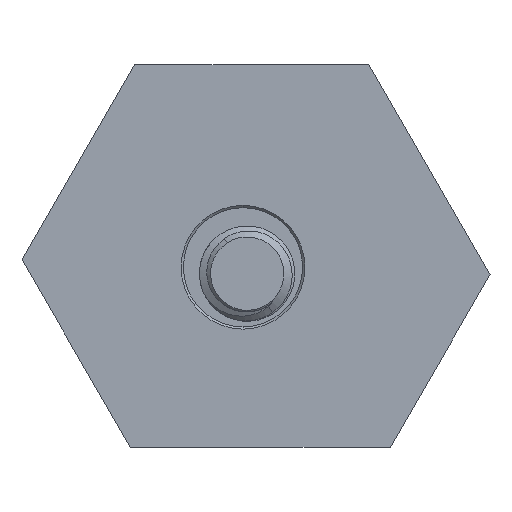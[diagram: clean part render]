
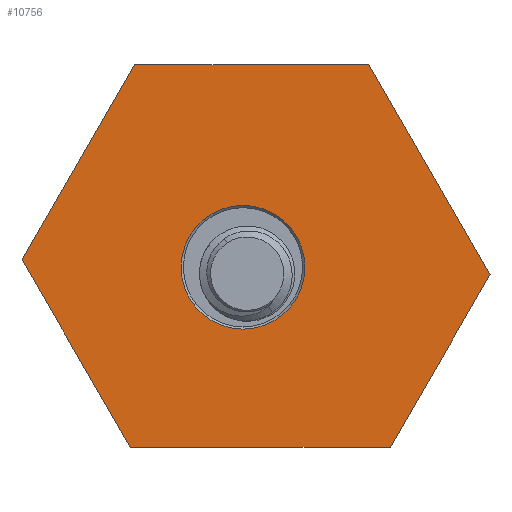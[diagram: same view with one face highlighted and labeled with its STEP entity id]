
A CAD part, front view. The second image highlights one B-rep face of the part: STEP entity #10756.
In plain terms, the highlighted planar face has unit normal (0, -1, 0).
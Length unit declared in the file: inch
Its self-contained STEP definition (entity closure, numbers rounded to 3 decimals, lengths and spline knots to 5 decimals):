
#94 = ORIENTED_EDGE ( 'NONE', *, *, #8058, .F. ) ;
#119 = CARTESIAN_POINT ( 'NONE',  ( 0.65918, 0., 1.06299 ) ) ;
#130 = DIRECTION ( 'NONE',  ( 0., 1., 0. ) ) ;
#161 = CARTESIAN_POINT ( 'NONE',  ( -0.56826, 0., 1.06299 ) ) ;
#442 = VERTEX_POINT ( 'NONE', #2054 ) ;
#449 = CARTESIAN_POINT ( 'NONE',  ( 0.77283, 0., -0.94488 ) ) ;
#450 = CARTESIAN_POINT ( 'NONE',  ( 0.77283, 0., -0.94488 ) ) ;
#597 = ORIENTED_EDGE ( 'NONE', *, *, #7258, .T. ) ;
#678 = CARTESIAN_POINT ( 'NONE',  ( 0., 0., 0. ) ) ;
#1025 = AXIS2_PLACEMENT_3D ( 'NONE', #2904, #130, #6095 ) ;
#1035 = VERTEX_POINT ( 'NONE', #2599 ) ;
#1276 = DIRECTION ( 'NONE',  ( 0., 1., 0. ) ) ;
#1517 = EDGE_LOOP ( 'NONE', ( #8161, #7307, #8887, #94, #7153, #9527 ) ) ;
#1574 = EDGE_CURVE ( 'NONE', #10972, #10532, #6293, .T. ) ;
#1618 = DIRECTION ( 'NONE',  ( 0., 0., -1. ) ) ;
#1731 = CIRCLE ( 'NONE', #1025, 0.3245 ) ;
#1897 = DIRECTION ( 'NONE',  ( 0.5, 0., 0.866 ) ) ;
#1903 = AXIS2_PLACEMENT_3D ( 'NONE', #10715, #1276, #4718 ) ;
#1991 = CARTESIAN_POINT ( 'NONE',  ( -0.59099, 0., -0.94488 ) ) ;
#2054 = CARTESIAN_POINT ( 'NONE',  ( 0.65918, 0., 1.06299 ) ) ;
#2303 = VECTOR ( 'NONE', #10621, 39.37008 ) ;
#2599 = CARTESIAN_POINT ( 'NONE',  ( 0., 0., -0.3245 ) ) ;
#2638 = CIRCLE ( 'NONE', #1903, 0.3245 ) ;
#2850 = LINE ( 'NONE', #1991, #5309 ) ;
#2904 = CARTESIAN_POINT ( 'NONE',  ( 0., 0., 0. ) ) ;
#3204 = VECTOR ( 'NONE', #4407, 39.37008 ) ;
#3375 = VECTOR ( 'NONE', #9016, 39.37008 ) ;
#3941 = CARTESIAN_POINT ( 'NONE',  ( -0.59099, 0., -0.94488 ) ) ;
#4111 = AXIS2_PLACEMENT_3D ( 'NONE', #678, #6925, #1618 ) ;
#4407 = DIRECTION ( 'NONE',  ( -0.5, 0., 0.866 ) ) ;
#4459 = CARTESIAN_POINT ( 'NONE',  ( -0.56826, 0., 1.06299 ) ) ;
#4614 = VECTOR ( 'NONE', #1897, 39.37008 ) ;
#4648 = VERTEX_POINT ( 'NONE', #450 ) ;
#4718 = DIRECTION ( 'NONE',  ( 0., 0., -1. ) ) ;
#4984 = VECTOR ( 'NONE', #5705, 39.37008 ) ;
#5092 = VERTEX_POINT ( 'NONE', #3941 ) ;
#5102 = FACE_BOUND ( 'NONE', #7120, .T. ) ;
#5103 = EDGE_CURVE ( 'NONE', #1035, #10735, #2638, .T. ) ;
#5309 = VECTOR ( 'NONE', #8023, 39.37008 ) ;
#5502 = EDGE_CURVE ( 'NONE', #4648, #5092, #2850, .T. ) ;
#5705 = DIRECTION ( 'NONE',  ( 0.5, 0., -0.866 ) ) ;
#5846 = PLANE ( 'NONE',  #4111 ) ;
#6095 = DIRECTION ( 'NONE',  ( 0., 0., -1. ) ) ;
#6293 = LINE ( 'NONE', #161, #4614 ) ;
#6925 = DIRECTION ( 'NONE',  ( 0., -1., 0. ) ) ;
#7111 = LINE ( 'NONE', #8019, #3204 ) ;
#7120 = EDGE_LOOP ( 'NONE', ( #7184, #597 ) ) ;
#7145 = EDGE_CURVE ( 'NONE', #5092, #10972, #7111, .T. ) ;
#7153 = ORIENTED_EDGE ( 'NONE', *, *, #8712, .F. ) ;
#7184 = ORIENTED_EDGE ( 'NONE', *, *, #5103, .T. ) ;
#7258 = EDGE_CURVE ( 'NONE', #10735, #1035, #1731, .T. ) ;
#7307 = ORIENTED_EDGE ( 'NONE', *, *, #5502, .F. ) ;
#7605 = CARTESIAN_POINT ( 'NONE',  ( 1.29563, 0., -0.03937 ) ) ;
#7731 = EDGE_CURVE ( 'NONE', #10791, #4648, #8177, .T. ) ;
#8019 = CARTESIAN_POINT ( 'NONE',  ( -1.15925, 0., 0.03937 ) ) ;
#8023 = DIRECTION ( 'NONE',  ( -1., 0., 0. ) ) ;
#8058 = EDGE_CURVE ( 'NONE', #442, #10791, #8208, .T. ) ;
#8161 = ORIENTED_EDGE ( 'NONE', *, *, #7145, .F. ) ;
#8177 = LINE ( 'NONE', #449, #3375 ) ;
#8208 = LINE ( 'NONE', #10977, #4984 ) ;
#8712 = EDGE_CURVE ( 'NONE', #10532, #442, #10503, .T. ) ;
#8887 = ORIENTED_EDGE ( 'NONE', *, *, #7731, .F. ) ;
#9016 = DIRECTION ( 'NONE',  ( -0.5, 0., -0.866 ) ) ;
#9064 = CARTESIAN_POINT ( 'NONE',  ( -1.15925, 0., 0.03937 ) ) ;
#9527 = ORIENTED_EDGE ( 'NONE', *, *, #1574, .F. ) ;
#10275 = CARTESIAN_POINT ( 'NONE',  ( 0., 0., 0.3245 ) ) ;
#10327 = FACE_OUTER_BOUND ( 'NONE', #1517, .T. ) ;
#10503 = LINE ( 'NONE', #119, #2303 ) ;
#10532 = VERTEX_POINT ( 'NONE', #4459 ) ;
#10621 = DIRECTION ( 'NONE',  ( 1., 0., 0. ) ) ;
#10715 = CARTESIAN_POINT ( 'NONE',  ( 0., 0., 0. ) ) ;
#10735 = VERTEX_POINT ( 'NONE', #10275 ) ;
#10756 = ADVANCED_FACE ( 'NONE', ( #5102, #10327 ), #5846, .T. ) ;
#10791 = VERTEX_POINT ( 'NONE', #7605 ) ;
#10972 = VERTEX_POINT ( 'NONE', #9064 ) ;
#10977 = CARTESIAN_POINT ( 'NONE',  ( 1.29563, 0., -0.03937 ) ) ;
